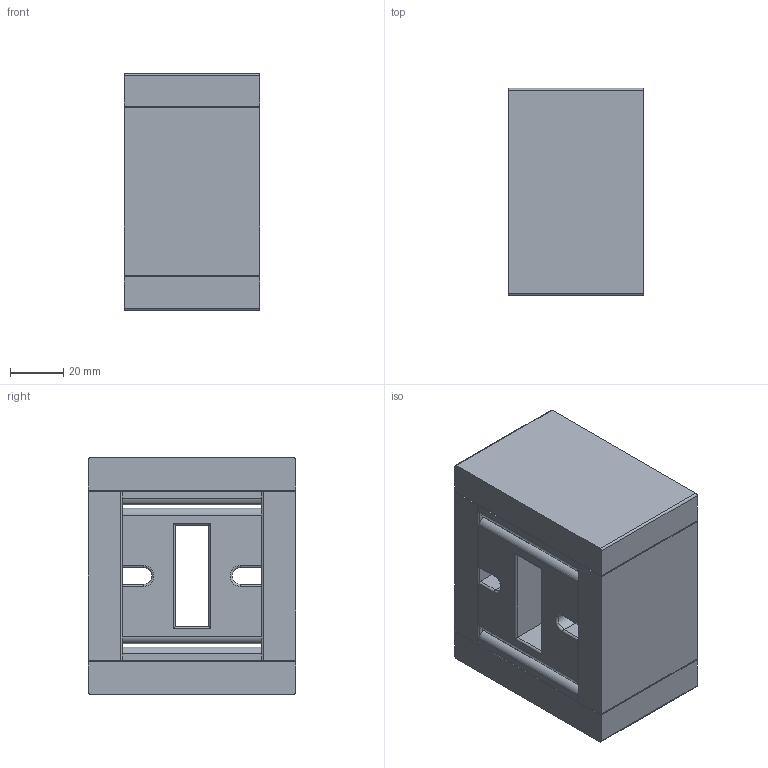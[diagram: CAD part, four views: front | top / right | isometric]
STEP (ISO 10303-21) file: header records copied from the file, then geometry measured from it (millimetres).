
FILE_DESCRIPTION(/* description */ (''),/* implementation_level */ '2;1');
FILE_NAME(/* name */ 'b645magnet_CAD.stp',/* time_stamp */ '2024-07-02T12:54:19-04:00',/* author */ ('kahmed'),/* organization */ (''),/* preprocessor_version */ 'ST-DEVELOPER v20',/* originating_system */ 'Autodesk Inventor 2025',/* authorisation */ '');
FILE_SCHEMA (('AUTOMOTIVE_DESIGN { 1 0 10303 214 3 1 1 }'));
Length unit declared in the file: inch
Products named in the file (6): b645magnet_CAD; b645left; b645left_1; b645front; b645front_1; b645resin
Assembly tree (5 placements, depth 2):
  b645magnet_CAD
    b645left
    b645left_1
    b645front
    b645front_1
    b645resin
Bounding box: 50.86 x 77.83 x 88.9 mm (x, y, z)
Volume: 312527.7 mm3; surface area: 74656.3 mm2
Topology: 7 solids, 7 shells, 100 faces, 240 edges, 156 vertices
Faces by surface type: plane 52, cylinder 44, torus 4
Entity records: 3187 total; most frequent: DIRECTION 544, CARTESIAN_POINT 507, ORIENTED_EDGE 480, EDGE_CURVE 240, AXIS2_PLACEMENT_3D 193, LINE 158, VECTOR 158, VERTEX_POINT 154
